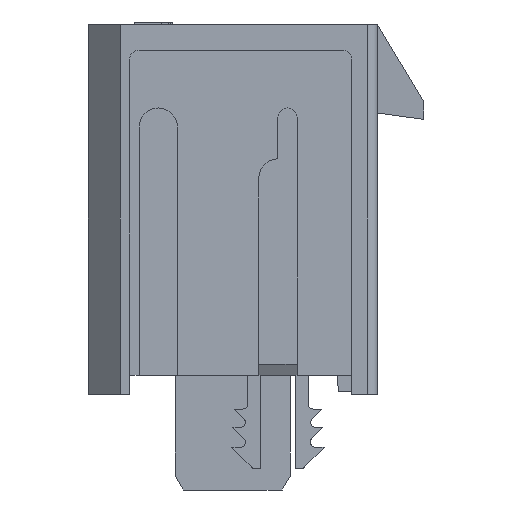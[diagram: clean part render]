
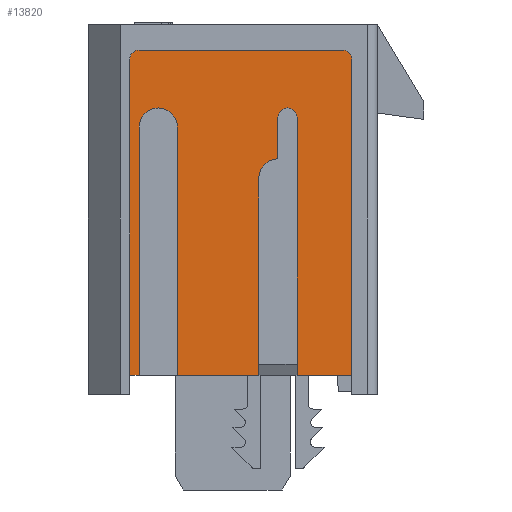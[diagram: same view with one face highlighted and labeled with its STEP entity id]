
A CAD part, left-side view. The second image highlights one B-rep face of the part: STEP entity #13820.
In plain terms, the highlighted planar face has unit normal (-1, 0, 0).
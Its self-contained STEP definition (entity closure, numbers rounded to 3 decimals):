
#25=DIRECTION('',(0.,1.,0.));
#26=VECTOR('',#25,2.184);
#27=CARTESIAN_POINT('',(38.608,15.793,-8.834));
#28=LINE('',#27,#26);
#169=DIRECTION('',(0.,1.,0.));
#170=VECTOR('',#169,0.381);
#171=CARTESIAN_POINT('',(38.608,24.277,-8.834));
#172=LINE('',#171,#170);
#177=DIRECTION('',(0.,1.,0.));
#178=VECTOR('',#177,3.251);
#179=CARTESIAN_POINT('',(38.608,19.501,-8.834));
#180=LINE('',#179,#178);
#961=CARTESIAN_POINT('',(38.608,16.174,3.764));
#962=DIRECTION('',(-1.,0.,0.));
#963=DIRECTION('',(0.,-1.,0.));
#964=AXIS2_PLACEMENT_3D('',#961,#962,#963);
#966=DIRECTION('',(0.,0.,1.));
#967=VECTOR('',#966,12.598);
#968=CARTESIAN_POINT('',(38.608,15.793,-8.834));
#969=LINE('',#968,#967);
#970=DIRECTION('',(0.,0.,-1.));
#971=VECTOR('',#970,10.287);
#972=CARTESIAN_POINT('',(38.608,17.977,1.453));
#973=LINE('',#972,#971);
#974=CARTESIAN_POINT('',(38.608,18.358,1.453));
#975=DIRECTION('',(1.,0.,0.));
#976=DIRECTION('',(0.,1.,0.));
#977=AXIS2_PLACEMENT_3D('',#974,#975,#976);
#979=DIRECTION('',(0.,0.,1.));
#980=VECTOR('',#979,1.651);
#981=CARTESIAN_POINT('',(38.608,18.739,-0.198));
#982=LINE('',#981,#980);
#983=CARTESIAN_POINT('',(38.608,18.739,-0.96));
#984=DIRECTION('',(1.,0.,0.));
#985=DIRECTION('',(0.,1.,0.));
#986=AXIS2_PLACEMENT_3D('',#983,#984,#985);
#988=DIRECTION('',(0.,0.,1.));
#989=VECTOR('',#988,7.874);
#990=CARTESIAN_POINT('',(38.608,19.501,-8.834));
#991=LINE('',#990,#989);
#992=DIRECTION('',(0.,0.,-1.));
#993=VECTOR('',#992,9.906);
#994=CARTESIAN_POINT('',(38.608,22.753,1.072));
#995=LINE('',#994,#993);
#996=CARTESIAN_POINT('',(38.608,23.515,1.072));
#997=DIRECTION('',(1.,0.,0.));
#998=DIRECTION('',(0.,1.,0.));
#999=AXIS2_PLACEMENT_3D('',#996,#997,#998);
#1001=DIRECTION('',(0.,0.,1.));
#1002=VECTOR('',#1001,9.906);
#1003=CARTESIAN_POINT('',(38.608,24.277,-8.834));
#1004=LINE('',#1003,#1002);
#1005=DIRECTION('',(0.,0.,-1.));
#1006=VECTOR('',#1005,12.598);
#1007=CARTESIAN_POINT('',(38.608,24.658,3.764));
#1008=LINE('',#1007,#1006);
#1009=CARTESIAN_POINT('',(38.608,24.277,3.764));
#1010=DIRECTION('',(-1.,0.,0.));
#1011=DIRECTION('',(0.,0.,1.));
#1012=AXIS2_PLACEMENT_3D('',#1009,#1010,#1011);
#1014=DIRECTION('',(0.,1.,0.));
#1015=VECTOR('',#1014,8.103);
#1016=CARTESIAN_POINT('',(38.608,16.174,4.145));
#1017=LINE('',#1016,#1015);
#9823=CARTESIAN_POINT('',(38.608,15.793,-8.834));
#9824=CARTESIAN_POINT('',(38.608,15.793,3.764));
#9825=VERTEX_POINT('',#9823);
#9826=VERTEX_POINT('',#9824);
#9827=CARTESIAN_POINT('',(38.608,17.977,-8.834));
#9828=VERTEX_POINT('',#9827);
#9829=CARTESIAN_POINT('',(38.608,17.977,1.453));
#9830=VERTEX_POINT('',#9829);
#9831=CARTESIAN_POINT('',(38.608,18.739,1.453));
#9832=VERTEX_POINT('',#9831);
#9833=CARTESIAN_POINT('',(38.608,18.739,-0.198));
#9834=VERTEX_POINT('',#9833);
#9835=CARTESIAN_POINT('',(38.608,19.501,-0.96));
#9836=VERTEX_POINT('',#9835);
#9837=CARTESIAN_POINT('',(38.608,19.501,-8.834));
#9838=VERTEX_POINT('',#9837);
#9839=CARTESIAN_POINT('',(38.608,22.753,-8.834));
#9840=VERTEX_POINT('',#9839);
#9841=CARTESIAN_POINT('',(38.608,22.753,1.072));
#9842=VERTEX_POINT('',#9841);
#9843=CARTESIAN_POINT('',(38.608,24.277,1.072));
#9844=VERTEX_POINT('',#9843);
#9845=CARTESIAN_POINT('',(38.608,24.277,-8.834));
#9846=VERTEX_POINT('',#9845);
#9847=CARTESIAN_POINT('',(38.608,24.658,-8.834));
#9848=VERTEX_POINT('',#9847);
#9849=CARTESIAN_POINT('',(38.608,24.658,3.764));
#9850=VERTEX_POINT('',#9849);
#9851=CARTESIAN_POINT('',(38.608,24.277,4.145));
#9852=VERTEX_POINT('',#9851);
#9853=CARTESIAN_POINT('',(38.608,16.174,4.145));
#9854=VERTEX_POINT('',#9853);
#13786=CARTESIAN_POINT('',(38.608,16.591,-1.161));
#13787=DIRECTION('',(-1.,0.,0.));
#13788=DIRECTION('',(0.,-1.,0.));
#13789=AXIS2_PLACEMENT_3D('',#13786,#13787,#13788);
#13790=PLANE('',#13789);
#13792=ORIENTED_EDGE('',*,*,#13791,.F.);
#13794=ORIENTED_EDGE('',*,*,#13793,.F.);
#13795=ORIENTED_EDGE('',*,*,#12901,.T.);
#13796=ORIENTED_EDGE('',*,*,#13744,.F.);
#13798=ORIENTED_EDGE('',*,*,#13797,.F.);
#13800=ORIENTED_EDGE('',*,*,#13799,.F.);
#13802=ORIENTED_EDGE('',*,*,#13801,.F.);
#13803=ORIENTED_EDGE('',*,*,#13773,.F.);
#13804=ORIENTED_EDGE('',*,*,#13052,.T.);
#13806=ORIENTED_EDGE('',*,*,#13805,.F.);
#13808=ORIENTED_EDGE('',*,*,#13807,.F.);
#13810=ORIENTED_EDGE('',*,*,#13809,.F.);
#13811=ORIENTED_EDGE('',*,*,#13044,.T.);
#13813=ORIENTED_EDGE('',*,*,#13812,.F.);
#13815=ORIENTED_EDGE('',*,*,#13814,.F.);
#13817=ORIENTED_EDGE('',*,*,#13816,.F.);
#13818=EDGE_LOOP('',(#13792,#13794,#13795,#13796,#13798,#13800,#13802,#13803,
#13804,#13806,#13808,#13810,#13811,#13813,#13815,#13817));
#13819=FACE_OUTER_BOUND('',#13818,.F.);
#13820=ADVANCED_FACE('',(#13819),#13790,.T.);
#965=CIRCLE('',#964,0.381);
#978=CIRCLE('',#977,0.381);
#987=CIRCLE('',#986,0.762);
#1000=CIRCLE('',#999,0.762);
#1013=CIRCLE('',#1012,0.381);
#12901=EDGE_CURVE('',#9825,#9828,#28,.T.);
#13044=EDGE_CURVE('',#9846,#9848,#172,.T.);
#13052=EDGE_CURVE('',#9838,#9840,#180,.T.);
#13744=EDGE_CURVE('',#9830,#9828,#973,.T.);
#13773=EDGE_CURVE('',#9838,#9836,#991,.T.);
#13791=EDGE_CURVE('',#9826,#9854,#965,.T.);
#13793=EDGE_CURVE('',#9825,#9826,#969,.T.);
#13797=EDGE_CURVE('',#9832,#9830,#978,.T.);
#13799=EDGE_CURVE('',#9834,#9832,#982,.T.);
#13801=EDGE_CURVE('',#9836,#9834,#987,.T.);
#13805=EDGE_CURVE('',#9842,#9840,#995,.T.);
#13807=EDGE_CURVE('',#9844,#9842,#1000,.T.);
#13809=EDGE_CURVE('',#9846,#9844,#1004,.T.);
#13812=EDGE_CURVE('',#9850,#9848,#1008,.T.);
#13814=EDGE_CURVE('',#9852,#9850,#1013,.T.);
#13816=EDGE_CURVE('',#9854,#9852,#1017,.T.);
